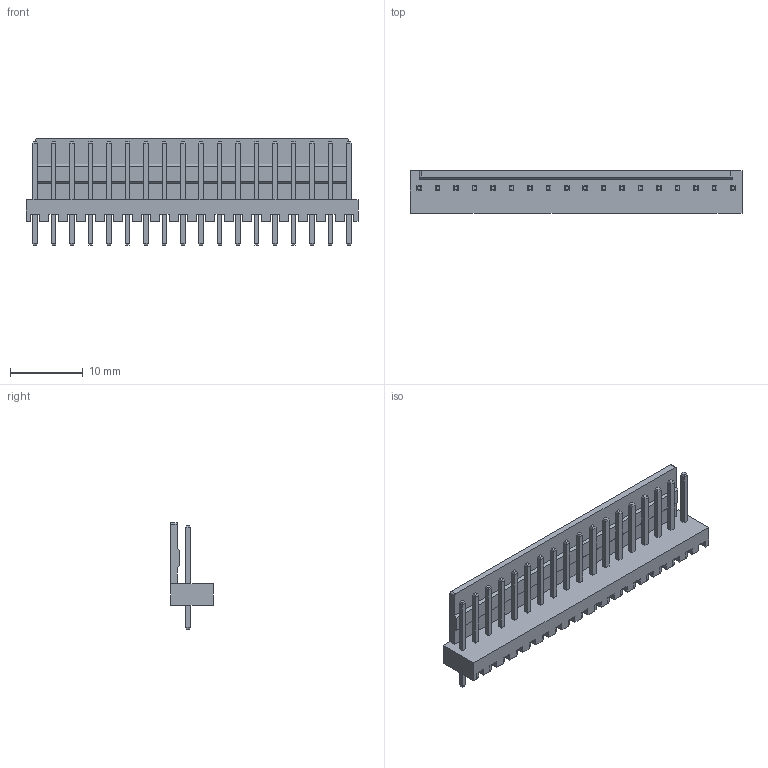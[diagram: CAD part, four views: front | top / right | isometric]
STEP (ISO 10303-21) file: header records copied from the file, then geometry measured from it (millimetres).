
FILE_DESCRIPTION (( 'STEP AP214' ), '1' );
FILE_NAME ('User Library-DS1070-18 (WF-18 CONNFLY).STEP', '2019-01-04T11:57:15', ( '' ), ( '' ), 'SwSTEP 2.0', 'SolidWorks 2018', '' );
FILE_SCHEMA (( 'AUTOMOTIVE_DESIGN' ));
Length unit declared in the file: millimetre
Products named in the file (1): User Library-DS1070-18 (WF-18 CONNFLY)
Bounding box: 45.72 x 5.9 x 14.7 mm (x, y, z)
Volume: 1118.2 mm3; surface area: 2323.7 mm2
Topology: 1 solids, 1 shells, 412 faces, 978 edges, 604 vertices
Faces by surface type: plane 410, cylinder 2
Entity records: 12436 total; most frequent: CARTESIAN_POINT 1995, ORIENTED_EDGE 1956, DIRECTION 1808, EDGE_CURVE 978, LINE 974, VECTOR 974, VERTEX_POINT 604, EDGE_LOOP 448
